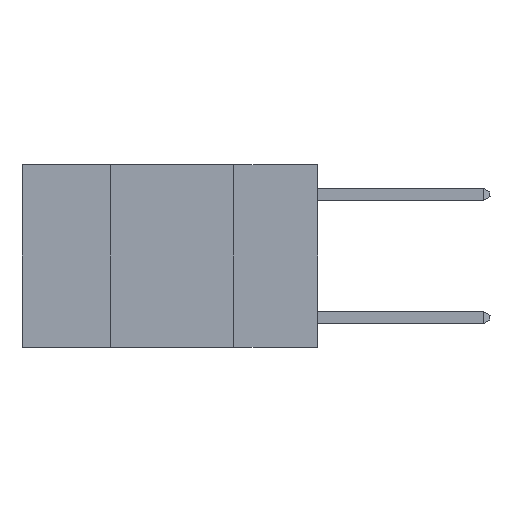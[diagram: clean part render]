
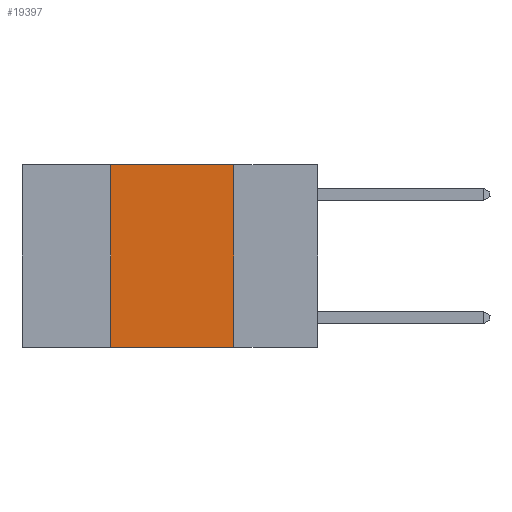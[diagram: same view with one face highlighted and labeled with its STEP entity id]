
A CAD part, left-side view. The second image highlights one B-rep face of the part: STEP entity #19397.
In plain terms, the highlighted planar face has unit normal (-1, 0, 0).
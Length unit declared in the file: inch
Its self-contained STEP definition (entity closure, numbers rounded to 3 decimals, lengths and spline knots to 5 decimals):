
#336 = CARTESIAN_POINT ( 'NONE',  ( 0., 0.6, 0. ) ) ;
#964 = ORIENTED_EDGE ( 'NONE', *, *, #8106, .T. ) ;
#1778 = CARTESIAN_POINT ( 'NONE',  ( 0., 0.6, -0.37 ) ) ;
#2223 = DIRECTION ( 'NONE',  ( 1., 0., 0. ) ) ;
#2267 = LINE ( 'NONE', #336, #19214 ) ;
#3830 = VECTOR ( 'NONE', #12932, 39.37008 ) ;
#5457 = VERTEX_POINT ( 'NONE', #8093 ) ;
#7290 = LINE ( 'NONE', #21222, #9206 ) ;
#7409 = EDGE_LOOP ( 'NONE', ( #8653, #7837, #14855, #964 ) ) ;
#7837 = ORIENTED_EDGE ( 'NONE', *, *, #25881, .F. ) ;
#8093 = CARTESIAN_POINT ( 'NONE',  ( 0., 0.42, -0.37 ) ) ;
#8106 = EDGE_CURVE ( 'NONE', #5457, #15197, #13240, .T. ) ;
#8653 = ORIENTED_EDGE ( 'NONE', *, *, #20060, .F. ) ;
#9204 = PLANE ( 'NONE',  #25548 ) ;
#9206 = VECTOR ( 'NONE', #9953, 39.37008 ) ;
#9693 = VECTOR ( 'NONE', #20494, 39.37008 ) ;
#9953 = DIRECTION ( 'NONE',  ( 0., 0., -1. ) ) ;
#10947 = CARTESIAN_POINT ( 'NONE',  ( 0., 0.17, -0.37 ) ) ;
#11444 = DIRECTION ( 'NONE',  ( 0., 0., -1. ) ) ;
#12932 = DIRECTION ( 'NONE',  ( 0., -1., 0. ) ) ;
#13240 = LINE ( 'NONE', #1778, #3830 ) ;
#14855 = ORIENTED_EDGE ( 'NONE', *, *, #18950, .F. ) ;
#15197 = VERTEX_POINT ( 'NONE', #10947 ) ;
#15975 = CARTESIAN_POINT ( 'NONE',  ( 0., 0.42, 0. ) ) ;
#17667 = VERTEX_POINT ( 'NONE', #20625 ) ;
#18950 = EDGE_CURVE ( 'NONE', #5457, #17667, #27553, .T. ) ;
#19214 = VECTOR ( 'NONE', #22609, 39.37008 ) ;
#19397 = ADVANCED_FACE ( 'NONE', ( #22718 ), #9204, .F. ) ;
#20060 = EDGE_CURVE ( 'NONE', #26067, #15197, #7290, .T. ) ;
#20494 = DIRECTION ( 'NONE',  ( 0., 0., 1. ) ) ;
#20596 = CARTESIAN_POINT ( 'NONE',  ( 0., 0.6, 0. ) ) ;
#20625 = CARTESIAN_POINT ( 'NONE',  ( 0., 0.42, 0. ) ) ;
#21222 = CARTESIAN_POINT ( 'NONE',  ( 0., 0.17, 0. ) ) ;
#22609 = DIRECTION ( 'NONE',  ( 0., -1., 0. ) ) ;
#22718 = FACE_OUTER_BOUND ( 'NONE', #7409, .T. ) ;
#25548 = AXIS2_PLACEMENT_3D ( 'NONE', #20596, #2223, #11444 ) ;
#25881 = EDGE_CURVE ( 'NONE', #17667, #26067, #2267, .T. ) ;
#26067 = VERTEX_POINT ( 'NONE', #28136 ) ;
#27553 = LINE ( 'NONE', #15975, #9693 ) ;
#28136 = CARTESIAN_POINT ( 'NONE',  ( 0., 0.17, 0. ) ) ;
